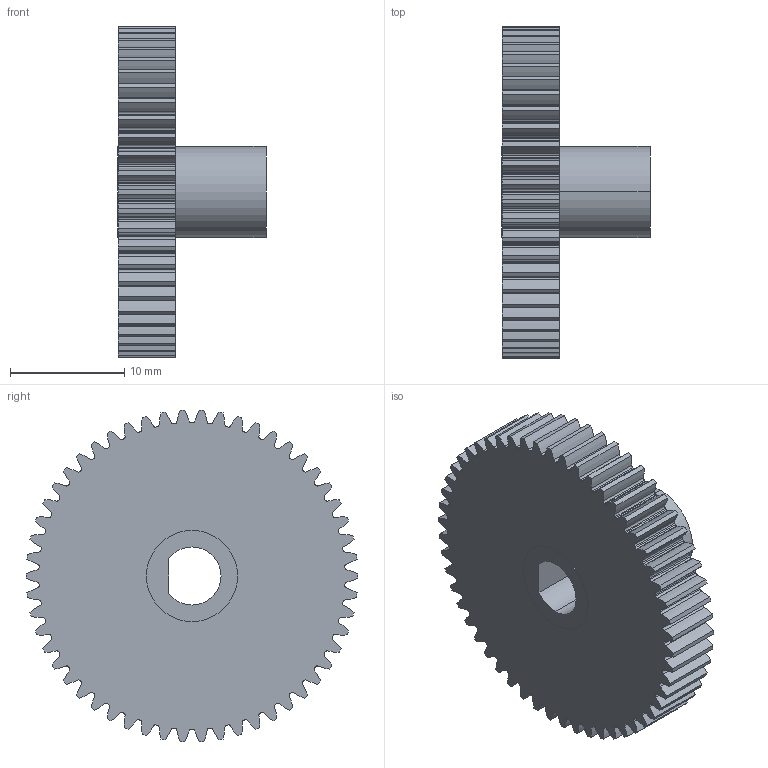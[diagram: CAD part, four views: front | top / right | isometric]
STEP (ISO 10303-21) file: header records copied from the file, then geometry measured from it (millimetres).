
FILE_DESCRIPTION (( 'STEP AP214' ), '1' );
FILE_NAME ('SI_sdpsi_s12a05m054n0310 cut.STEP', '2023-04-06T20:41:25', ( '' ), ( '' ), 'SwSTEP 2.0', 'SolidWorks 2023', '' );
FILE_SCHEMA (( 'AUTOMOTIVE_DESIGN' ));
Length unit declared in the file: millimetre
Products named in the file (1): SI_sdpsi_s12a05m054n0310 cut
Bounding box: 13 x 29.12 x 29.09 mm (x, y, z)
Volume: 3236.7 mm3; surface area: 2447.7 mm2
Topology: 1 solids, 1 shells, 361 faces, 1071 edges, 714 vertices
Faces by surface type: cylinder 248, bspline 108, plane 5
Entity records: 14940 total; most frequent: CARTESIAN_POINT 5495, ORIENTED_EDGE 2142, DIRECTION 1859, EDGE_CURVE 1071, AXIS2_PLACEMENT_3D 750, VERTEX_POINT 714, CIRCLE 496, EDGE_LOOP 365
